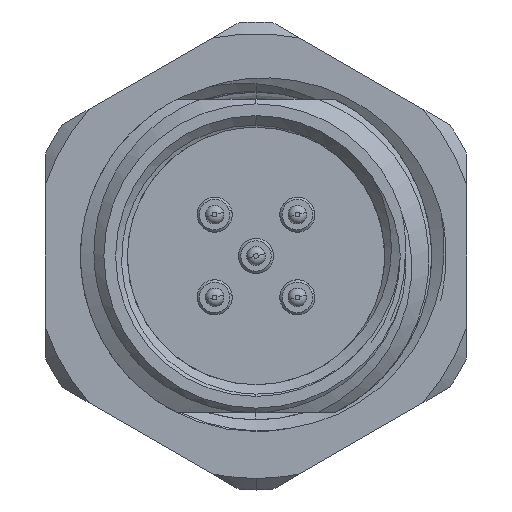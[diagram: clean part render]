
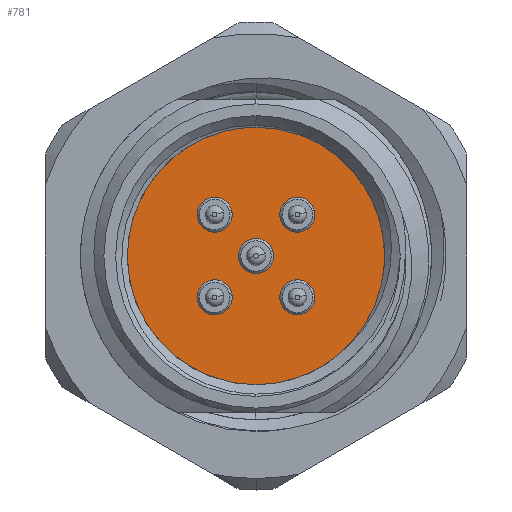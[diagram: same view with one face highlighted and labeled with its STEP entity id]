
A CAD part, left-side view. The second image highlights one B-rep face of the part: STEP entity #781.
In plain terms, the highlighted face is planar.
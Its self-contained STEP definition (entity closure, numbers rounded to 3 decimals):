
#27 = VERTEX_POINT ( 'NONE', #3006 ) ;
#89 = AXIS2_PLACEMENT_3D ( 'NONE', #1444, #7268, #556 ) ;
#351 = DIRECTION ( 'NONE',  ( -1., 0., 0. ) ) ;
#399 = AXIS2_PLACEMENT_3D ( 'NONE', #2822, #1959, #4815 ) ;
#482 = EDGE_LOOP ( 'NONE', ( #8088, #3582 ) ) ;
#507 = DIRECTION ( 'NONE',  ( 0., 0., -1. ) ) ;
#556 = DIRECTION ( 'NONE',  ( 0., 0., -1. ) ) ;
#557 = CIRCLE ( 'NONE', #11223, 0.75 ) ;
#691 = ORIENTED_EDGE ( 'NONE', *, *, #3886, .F. ) ;
#694 = VERTEX_POINT ( 'NONE', #2988 ) ;
#781 = ADVANCED_FACE ( 'NONE', ( #6919, #2610, #4397, #11609, #4111, #6618 ), #5066, .F. ) ;
#805 = VERTEX_POINT ( 'NONE', #5320 ) ;
#937 = CIRCLE ( 'NONE', #2139, 0.75 ) ;
#1367 = DIRECTION ( 'NONE',  ( 1., 0., 0. ) ) ;
#1430 = CARTESIAN_POINT ( 'NONE',  ( 9.25, 0., -6. ) ) ;
#1444 = CARTESIAN_POINT ( 'NONE',  ( 9.25, 1.768, 1.768 ) ) ;
#1457 = CIRCLE ( 'NONE', #2512, 0.75 ) ;
#1528 = ORIENTED_EDGE ( 'NONE', *, *, #4475, .F. ) ;
#1583 = DIRECTION ( 'NONE',  ( 1., 0., 0. ) ) ;
#1617 = EDGE_CURVE ( 'NONE', #8077, #8018, #5337, .T. ) ;
#1659 = VERTEX_POINT ( 'NONE', #7428 ) ;
#1959 = DIRECTION ( 'NONE',  ( 1., 0., 0. ) ) ;
#2022 = CARTESIAN_POINT ( 'NONE',  ( 9.25, -1.768, -1.018 ) ) ;
#2027 = DIRECTION ( 'NONE',  ( 0., 0., -1. ) ) ;
#2139 = AXIS2_PLACEMENT_3D ( 'NONE', #10248, #1583, #8408 ) ;
#2265 = CARTESIAN_POINT ( 'NONE',  ( 9.25, 1.768, -1.768 ) ) ;
#2512 = AXIS2_PLACEMENT_3D ( 'NONE', #2265, #1367, #6009 ) ;
#2570 = EDGE_LOOP ( 'NONE', ( #8669, #2902 ) ) ;
#2610 = FACE_BOUND ( 'NONE', #2746, .T. ) ;
#2644 = EDGE_CURVE ( 'NONE', #9789, #1659, #6791, .T. ) ;
#2746 = EDGE_LOOP ( 'NONE', ( #2828, #6227 ) ) ;
#2821 = EDGE_CURVE ( 'NONE', #694, #8472, #1457, .T. ) ;
#2822 = CARTESIAN_POINT ( 'NONE',  ( 9.25, 0., 0. ) ) ;
#2828 = ORIENTED_EDGE ( 'NONE', *, *, #12044, .F. ) ;
#2902 = ORIENTED_EDGE ( 'NONE', *, *, #4561, .T. ) ;
#2914 = AXIS2_PLACEMENT_3D ( 'NONE', #4545, #7384, #12063 ) ;
#2988 = CARTESIAN_POINT ( 'NONE',  ( 9.25, 1.768, -2.518 ) ) ;
#3006 = CARTESIAN_POINT ( 'NONE',  ( 9.25, 1.768, 2.518 ) ) ;
#3108 = DIRECTION ( 'NONE',  ( 0., 0., -1. ) ) ;
#3327 = AXIS2_PLACEMENT_3D ( 'NONE', #4136, #11788, #507 ) ;
#3328 = ORIENTED_EDGE ( 'NONE', *, *, #2821, .F. ) ;
#3493 = AXIS2_PLACEMENT_3D ( 'NONE', #11425, #7777, #4018 ) ;
#3582 = ORIENTED_EDGE ( 'NONE', *, *, #9168, .F. ) ;
#3713 = AXIS2_PLACEMENT_3D ( 'NONE', #3890, #3933, #7728 ) ;
#3792 = AXIS2_PLACEMENT_3D ( 'NONE', #5890, #10565, #4925 ) ;
#3886 = EDGE_CURVE ( 'NONE', #8537, #27, #11926, .T. ) ;
#3890 = CARTESIAN_POINT ( 'NONE',  ( 9.25, 1.768, -1.768 ) ) ;
#3933 = DIRECTION ( 'NONE',  ( 1., 0., 0. ) ) ;
#4018 = DIRECTION ( 'NONE',  ( 0., 0., -1. ) ) ;
#4111 = FACE_BOUND ( 'NONE', #8615, .T. ) ;
#4136 = CARTESIAN_POINT ( 'NONE',  ( 9.25, -1.768, -1.768 ) ) ;
#4169 = EDGE_CURVE ( 'NONE', #1659, #9789, #7090, .T. ) ;
#4397 = FACE_BOUND ( 'NONE', #11857, .T. ) ;
#4475 = EDGE_CURVE ( 'NONE', #8472, #694, #5172, .T. ) ;
#4545 = CARTESIAN_POINT ( 'NONE',  ( 9.25, 0., 0. ) ) ;
#4561 = EDGE_CURVE ( 'NONE', #8018, #8077, #11771, .T. ) ;
#4815 = DIRECTION ( 'NONE',  ( 0., 0., -1. ) ) ;
#4819 = VERTEX_POINT ( 'NONE', #7274 ) ;
#4849 = CARTESIAN_POINT ( 'NONE',  ( 9.25, -1.768, 1.768 ) ) ;
#4925 = DIRECTION ( 'NONE',  ( 0., 0., -1. ) ) ;
#5050 = CARTESIAN_POINT ( 'NONE',  ( 9.25, -1.768, 2.518 ) ) ;
#5066 = PLANE ( 'NONE',  #8078 ) ;
#5172 = CIRCLE ( 'NONE', #3713, 0.75 ) ;
#5320 = CARTESIAN_POINT ( 'NONE',  ( 9.25, 0., 0.75 ) ) ;
#5327 = DIRECTION ( 'NONE',  ( 0., 0., -1. ) ) ;
#5337 = CIRCLE ( 'NONE', #2914, 6. ) ;
#5396 = CIRCLE ( 'NONE', #11239, 0.75 ) ;
#5811 = DIRECTION ( 'NONE',  ( 1., 0., 0. ) ) ;
#5890 = CARTESIAN_POINT ( 'NONE',  ( 9.25, -1.768, -1.768 ) ) ;
#6009 = DIRECTION ( 'NONE',  ( 0., 0., -1. ) ) ;
#6227 = ORIENTED_EDGE ( 'NONE', *, *, #12128, .F. ) ;
#6243 = ORIENTED_EDGE ( 'NONE', *, *, #4169, .F. ) ;
#6589 = CIRCLE ( 'NONE', #399, 0.75 ) ;
#6618 = FACE_OUTER_BOUND ( 'NONE', #2570, .T. ) ;
#6791 = CIRCLE ( 'NONE', #3792, 0.75 ) ;
#6885 = ORIENTED_EDGE ( 'NONE', *, *, #10820, .F. ) ;
#6919 = FACE_BOUND ( 'NONE', #482, .T. ) ;
#6966 = DIRECTION ( 'NONE',  ( 0., 0., 1. ) ) ;
#7090 = CIRCLE ( 'NONE', #3327, 0.75 ) ;
#7268 = DIRECTION ( 'NONE',  ( 1., 0., 0. ) ) ;
#7274 = CARTESIAN_POINT ( 'NONE',  ( 9.25, -1.768, 1.018 ) ) ;
#7384 = DIRECTION ( 'NONE',  ( 1., 0., 0. ) ) ;
#7428 = CARTESIAN_POINT ( 'NONE',  ( 9.25, -1.768, -2.518 ) ) ;
#7516 = VERTEX_POINT ( 'NONE', #5050 ) ;
#7728 = DIRECTION ( 'NONE',  ( 0., 0., -1. ) ) ;
#7777 = DIRECTION ( 'NONE',  ( 1., 0., 0. ) ) ;
#8018 = VERTEX_POINT ( 'NONE', #11410 ) ;
#8077 = VERTEX_POINT ( 'NONE', #1430 ) ;
#8078 = AXIS2_PLACEMENT_3D ( 'NONE', #11642, #351, #6966 ) ;
#8088 = ORIENTED_EDGE ( 'NONE', *, *, #10659, .F. ) ;
#8408 = DIRECTION ( 'NONE',  ( 0., 0., -1. ) ) ;
#8472 = VERTEX_POINT ( 'NONE', #10577 ) ;
#8537 = VERTEX_POINT ( 'NONE', #11840 ) ;
#8571 = CARTESIAN_POINT ( 'NONE',  ( 9.25, 0., -0.75 ) ) ;
#8612 = DIRECTION ( 'NONE',  ( 1., 0., 0. ) ) ;
#8615 = EDGE_LOOP ( 'NONE', ( #691, #6885 ) ) ;
#8623 = EDGE_LOOP ( 'NONE', ( #3328, #1528 ) ) ;
#8669 = ORIENTED_EDGE ( 'NONE', *, *, #1617, .T. ) ;
#9148 = ORIENTED_EDGE ( 'NONE', *, *, #2644, .F. ) ;
#9168 = EDGE_CURVE ( 'NONE', #805, #9692, #557, .T. ) ;
#9692 = VERTEX_POINT ( 'NONE', #8571 ) ;
#9725 = CARTESIAN_POINT ( 'NONE',  ( 9.25, 0., 0. ) ) ;
#9789 = VERTEX_POINT ( 'NONE', #2022 ) ;
#9864 = CARTESIAN_POINT ( 'NONE',  ( 9.25, 0., 0. ) ) ;
#9979 = AXIS2_PLACEMENT_3D ( 'NONE', #9725, #5811, #3108 ) ;
#10248 = CARTESIAN_POINT ( 'NONE',  ( 9.25, -1.768, 1.768 ) ) ;
#10261 = CIRCLE ( 'NONE', #89, 0.75 ) ;
#10565 = DIRECTION ( 'NONE',  ( 1., 0., 0. ) ) ;
#10577 = CARTESIAN_POINT ( 'NONE',  ( 9.25, 1.768, -1.018 ) ) ;
#10659 = EDGE_CURVE ( 'NONE', #9692, #805, #6589, .T. ) ;
#10820 = EDGE_CURVE ( 'NONE', #27, #8537, #10261, .T. ) ;
#11223 = AXIS2_PLACEMENT_3D ( 'NONE', #9864, #11933, #5327 ) ;
#11239 = AXIS2_PLACEMENT_3D ( 'NONE', #4849, #8612, #2027 ) ;
#11410 = CARTESIAN_POINT ( 'NONE',  ( 9.25, 0., 6. ) ) ;
#11425 = CARTESIAN_POINT ( 'NONE',  ( 9.25, 1.768, 1.768 ) ) ;
#11609 = FACE_BOUND ( 'NONE', #8623, .T. ) ;
#11642 = CARTESIAN_POINT ( 'NONE',  ( 9.25, 4.5, 0. ) ) ;
#11771 = CIRCLE ( 'NONE', #9979, 6. ) ;
#11788 = DIRECTION ( 'NONE',  ( 1., 0., 0. ) ) ;
#11840 = CARTESIAN_POINT ( 'NONE',  ( 9.25, 1.768, 1.018 ) ) ;
#11857 = EDGE_LOOP ( 'NONE', ( #6243, #9148 ) ) ;
#11926 = CIRCLE ( 'NONE', #3493, 0.75 ) ;
#11933 = DIRECTION ( 'NONE',  ( 1., 0., 0. ) ) ;
#12044 = EDGE_CURVE ( 'NONE', #4819, #7516, #937, .T. ) ;
#12063 = DIRECTION ( 'NONE',  ( 0., 0., -1. ) ) ;
#12128 = EDGE_CURVE ( 'NONE', #7516, #4819, #5396, .T. ) ;
